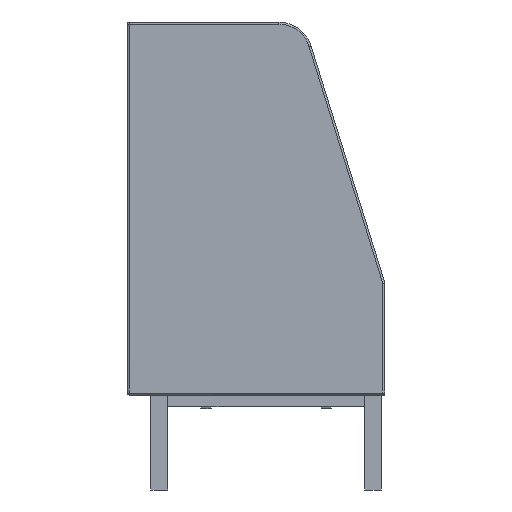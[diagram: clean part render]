
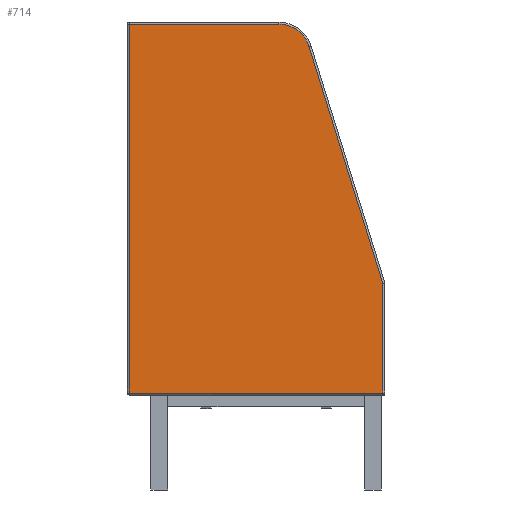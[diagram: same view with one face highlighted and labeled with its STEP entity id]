
A CAD part, left-side view. The second image highlights one B-rep face of the part: STEP entity #714.
In plain terms, the highlighted planar face has unit normal (-1, 0, 0).
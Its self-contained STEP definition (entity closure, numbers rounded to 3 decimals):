
#175=(
BOUNDED_CURVE()
B_SPLINE_CURVE(3,(#6873,#6874,#6875,#6876,#6877,#6878,#6879),
 .UNSPECIFIED.,.F.,.F.)
B_SPLINE_CURVE_WITH_KNOTS((4,1,1,1,4),(0.,29.044,
59.626,90.207,119.251),.UNSPECIFIED.)
CURVE()
GEOMETRIC_REPRESENTATION_ITEM()
RATIONAL_B_SPLINE_CURVE((1.,1.,1.,1.,1.,1.,1.))
REPRESENTATION_ITEM('')
);
#183=(
BOUNDED_CURVE()
B_SPLINE_CURVE(1,(#6898,#6899),.UNSPECIFIED.,.F.,.F.)
B_SPLINE_CURVE_WITH_KNOTS((2,2),(0.,440.424),
 .UNSPECIFIED.)
CURVE()
GEOMETRIC_REPRESENTATION_ITEM()
RATIONAL_B_SPLINE_CURVE((1.,1.))
REPRESENTATION_ITEM('')
);
#209=(
BOUNDED_CURVE()
B_SPLINE_CURVE(1,(#6967,#6968),.UNSPECIFIED.,.F.,.F.)
B_SPLINE_CURVE_WITH_KNOTS((2,2),(6.,329.087),
 .UNSPECIFIED.)
CURVE()
GEOMETRIC_REPRESENTATION_ITEM()
RATIONAL_B_SPLINE_CURVE((1.,1.))
REPRESENTATION_ITEM('')
);
#213=(
BOUNDED_CURVE()
B_SPLINE_CURVE(1,(#6976,#6977),.UNSPECIFIED.,.F.,.F.)
B_SPLINE_CURVE_WITH_KNOTS((2,2),(0.913,732.96),
 .UNSPECIFIED.)
CURVE()
GEOMETRIC_REPRESENTATION_ITEM()
RATIONAL_B_SPLINE_CURVE((1.,1.))
REPRESENTATION_ITEM('')
);
#714=ADVANCED_FACE('',(#1018),#4010,.T.);
#1018=FACE_OUTER_BOUND('',#1322,.T.);
#1322=EDGE_LOOP('',(#2207,#2208,#2209,#2210,#2211,#2212));
#2207=ORIENTED_EDGE('',*,*,#3058,.T.);
#2208=ORIENTED_EDGE('',*,*,#3062,.T.);
#2209=ORIENTED_EDGE('',*,*,#3024,.T.);
#2210=ORIENTED_EDGE('',*,*,#3032,.T.);
#2211=ORIENTED_EDGE('',*,*,#3021,.T.);
#2212=ORIENTED_EDGE('',*,*,#3020,.T.);
#3020=EDGE_CURVE('',#3821,#3819,#3485,.T.);
#3021=EDGE_CURVE('',#3823,#3821,#3486,.T.);
#3024=EDGE_CURVE('',#3824,#3822,#175,.T.);
#3032=EDGE_CURVE('',#3822,#3823,#183,.T.);
#3058=EDGE_CURVE('',#3819,#3820,#209,.T.);
#3062=EDGE_CURVE('',#3820,#3824,#213,.T.);
#3485=B_SPLINE_CURVE_WITH_KNOTS('',1,(#6859,#6860),.UNSPECIFIED.,.F.,.F.,
(2,2),(6.,754.),.UNSPECIFIED.);
#3486=B_SPLINE_CURVE_WITH_KNOTS('',1,(#6861,#6862),.UNSPECIFIED.,.F.,.F.,
(2,2),(6.,1094.),.UNSPECIFIED.);
#3819=VERTEX_POINT('',#6825);
#3820=VERTEX_POINT('',#6826);
#3821=VERTEX_POINT('',#6827);
#3822=VERTEX_POINT('',#6828);
#3823=VERTEX_POINT('',#6829);
#3824=VERTEX_POINT('',#6830);
#4010=PLANE('',#4228);
#4228=AXIS2_PLACEMENT_3D('',#6558,#4363,$);
#4363=DIRECTION('',(-1.,0.,0.));
#6558=CARTESIAN_POINT('',(0.,855.,142.5));
#6825=CARTESIAN_POINT('',(0.,6.,286.));
#6826=CARTESIAN_POINT('',(0.,6.,609.087));
#6827=CARTESIAN_POINT('',(0.,754.,286.));
#6828=CARTESIAN_POINT('',(0.,313.576,1374.));
#6829=CARTESIAN_POINT('',(0.,754.,1374.));
#6830=CARTESIAN_POINT('',(0.,223.834,1307.971));
#6859=CARTESIAN_POINT('',(0.,754.,286.));
#6860=CARTESIAN_POINT('',(0.,6.,286.));
#6861=CARTESIAN_POINT('',(0.,754.,1374.));
#6862=CARTESIAN_POINT('',(0.,754.,286.));
#6873=CARTESIAN_POINT('',(0.,223.834,1307.971));
#6874=CARTESIAN_POINT('',(0.,226.713,1317.215));
#6875=CARTESIAN_POINT('',(0.,235.583,1335.268));
#6876=CARTESIAN_POINT('',(0.,256.875,1357.064));
#6877=CARTESIAN_POINT('',(0.,284.02,1370.906));
#6878=CARTESIAN_POINT('',(0.,303.895,1374.002));
#6879=CARTESIAN_POINT('',(0.,313.576,1374.));
#6898=CARTESIAN_POINT('',(0.,313.576,1374.));
#6899=CARTESIAN_POINT('',(0.,754.,1374.));
#6967=CARTESIAN_POINT('',(0.,6.,286.));
#6968=CARTESIAN_POINT('',(0.,6.,609.087));
#6976=CARTESIAN_POINT('',(0.,6.,609.087));
#6977=CARTESIAN_POINT('',(0.,223.834,1307.971));
